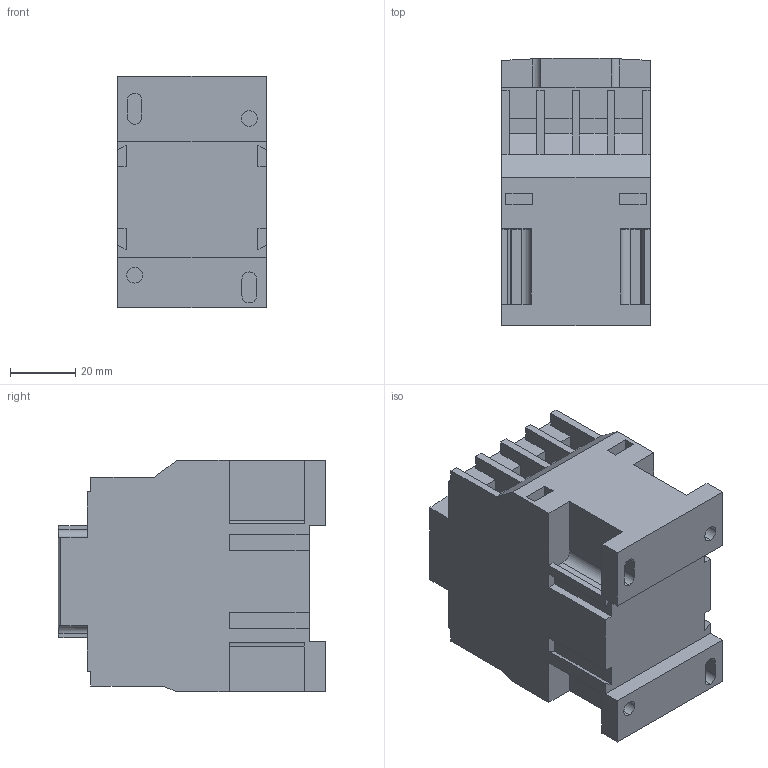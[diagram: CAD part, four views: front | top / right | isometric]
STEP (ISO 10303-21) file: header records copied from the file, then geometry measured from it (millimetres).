
FILE_DESCRIPTION (( 'STEP AP203' ), '1' );
FILE_NAME ('Êîíòàêòîð ÊÌÝ ìàëîãàáàðèòíûé 9À 380Â 1NO (ctr-s-9-380).STEP', '2020-09-17T06:46:38', ( '' ), ( '' ), 'SwSTEP 2.0', 'SolidWorks 2019', '' );
FILE_SCHEMA (( 'CONFIG_CONTROL_DESIGN' ));
Length unit declared in the file: millimetre
Products named in the file (1): Êîíòàêòîð ÊÌÝ ìàëîãàáàðèòíûé 9À 380Â 1NO (ctr-s-9-380)
Bounding box: 45.5 x 81.98 x 71 mm (x, y, z)
Volume: 200206.9 mm3; surface area: 33746 mm2
Topology: 1 solids, 1 shells, 211 faces, 586 edges, 388 vertices
Faces by surface type: plane 176, cylinder 35
Entity records: 6809 total; most frequent: CARTESIAN_POINT 1244, ORIENTED_EDGE 1172, DIRECTION 1076, EDGE_CURVE 586, VECTOR 512, LINE 512, VERTEX_POINT 388, AXIS2_PLACEMENT_3D 282
